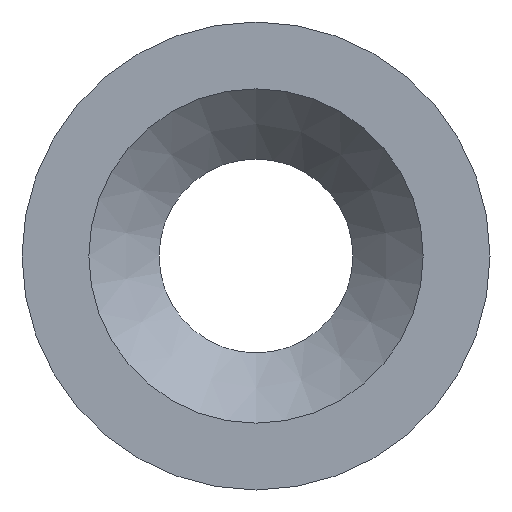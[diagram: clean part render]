
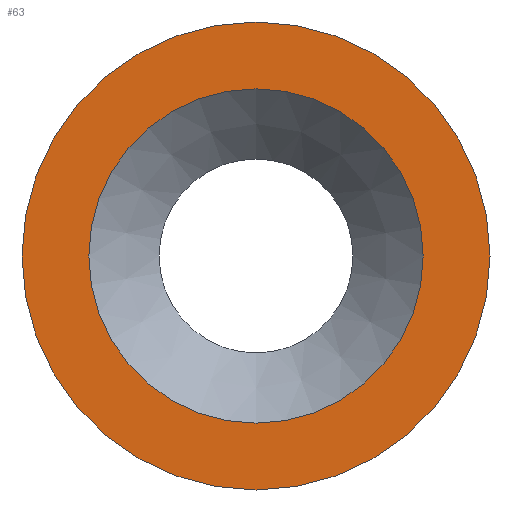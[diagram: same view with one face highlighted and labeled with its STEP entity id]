
A CAD part, front view. The second image highlights one B-rep face of the part: STEP entity #63.
In plain terms, the highlighted planar face has unit normal (0, -1, 0).
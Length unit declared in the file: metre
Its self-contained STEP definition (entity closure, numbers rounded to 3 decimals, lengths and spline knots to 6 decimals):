
#13=PLANE('',#83);
#17=ORIENTED_EDGE('',*,*,#27,.T.);
#18=ORIENTED_EDGE('',*,*,#25,.T.);
#25=EDGE_CURVE('',#30,#30,#35,.T.);
#27=EDGE_CURVE('',#32,#32,#37,.F.);
#30=VERTEX_POINT('',#115);
#32=VERTEX_POINT('',#120);
#35=CIRCLE('',#81,0.0175);
#37=CIRCLE('',#84,0.0125);
#42=EDGE_LOOP('',(#17));
#43=EDGE_LOOP('',(#18));
#52=FACE_BOUND('',#42,.T.);
#53=FACE_BOUND('',#43,.T.);
#63=ADVANCED_FACE('',(#52,#53),#13,.T.);
#81=AXIS2_PLACEMENT_3D('',#114,#94,#95);
#83=AXIS2_PLACEMENT_3D('',#118,#98,#99);
#84=AXIS2_PLACEMENT_3D('',#119,#100,#101);
#94=DIRECTION('',(0.,-1.,0.));
#95=DIRECTION('',(0.,0.,-1.));
#98=DIRECTION('',(0.,-1.,0.));
#99=DIRECTION('',(1.,0.,0.));
#100=DIRECTION('',(0.,-1.,0.));
#101=DIRECTION('',(0.,0.,-1.));
#114=CARTESIAN_POINT('',(0.,-0.00525,0.));
#115=CARTESIAN_POINT('',(0.,-0.00525,-0.0175));
#118=CARTESIAN_POINT('',(0.,-0.00525,0.));
#119=CARTESIAN_POINT('',(0.,-0.00525,0.));
#120=CARTESIAN_POINT('',(0.,-0.00525,-0.0125));
